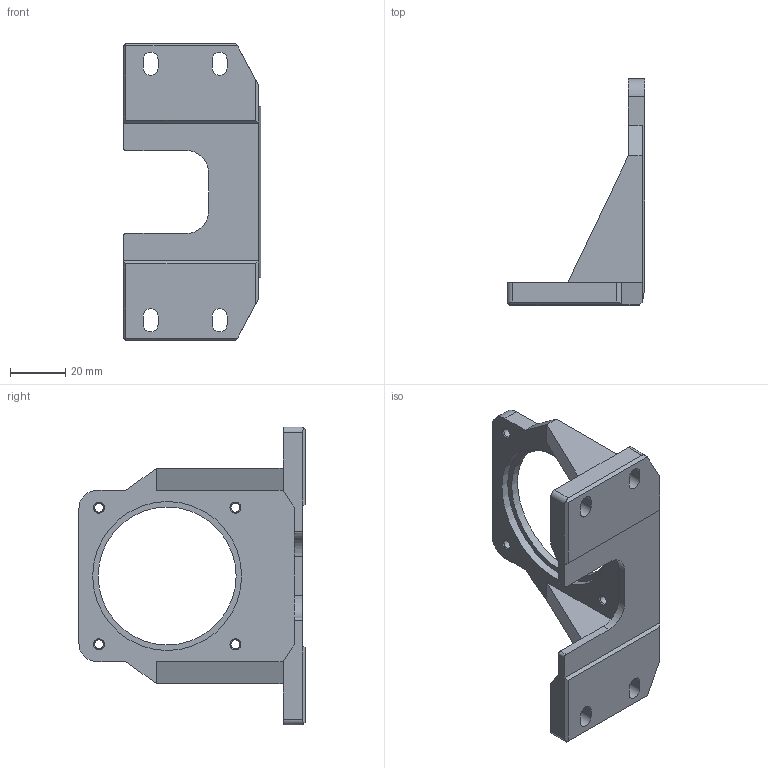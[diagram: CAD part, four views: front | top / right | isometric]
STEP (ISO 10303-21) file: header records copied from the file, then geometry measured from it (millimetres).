
FILE_DESCRIPTION( ( 'STEP AP203' ), '1' );
FILE_NAME( '_SOL2M4_2_03.stp', ' ', ( ' ' ), ( ' ' ), 'PSStep 15.0.47', 'PARTsolutions', ' ' );
FILE_SCHEMA( ( 'CONFIG_CONTROL_DESIGN' ) );
Length unit declared in the file: millimetre
Products named in the file (1): _ SOL2M4
Bounding box: 50 x 82 x 108 mm (x, y, z)
Volume: 51830.8 mm3; surface area: 22130.8 mm2
Topology: 1 solids, 1 shells, 90 faces, 229 edges, 146 vertices
Faces by surface type: plane 54, cylinder 28, cone 8
Full cylindrical faces by diameter (mm): 3.242 x4, 6 x4, 50 x1, 54 x1
Entity records: 2691 total; most frequent: DIRECTION 461, CARTESIAN_POINT 448, ORIENTED_EDGE 422, EDGE_CURVE 211, AXIS2_PLACEMENT_3D 159, VERTEX_POINT 146, LINE 143, VECTOR 143
